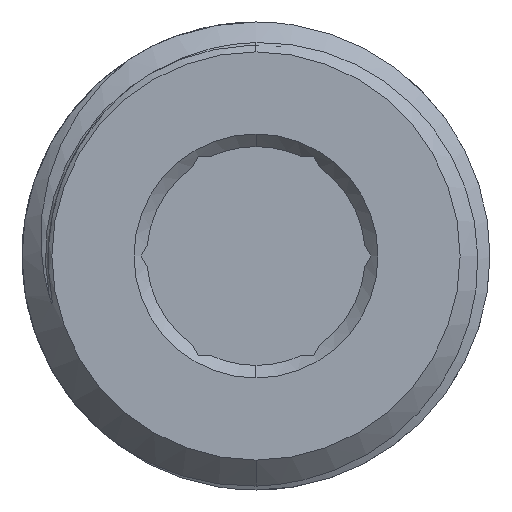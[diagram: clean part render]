
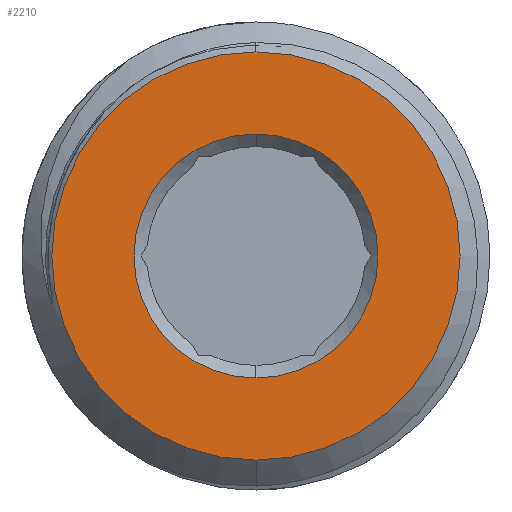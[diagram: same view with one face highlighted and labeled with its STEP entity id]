
A CAD part, left-side view. The second image highlights one B-rep face of the part: STEP entity #2210.
In plain terms, the highlighted planar face has unit normal (-1, 0, 0).
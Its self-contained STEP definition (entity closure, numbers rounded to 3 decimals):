
#343 = ORIENTED_EDGE ( 'NONE', *, *, #1089, .F. ) ;
#353 = AXIS2_PLACEMENT_3D ( 'NONE', #2205, #1300, #1940 ) ;
#525 = CIRCLE ( 'NONE', #353, 2.45 ) ;
#541 = AXIS2_PLACEMENT_3D ( 'NONE', #2740, #3590, #2090 ) ;
#587 = EDGE_LOOP ( 'NONE', ( #3657, #1281 ) ) ;
#679 = VERTEX_POINT ( 'NONE', #900 ) ;
#742 = CARTESIAN_POINT ( 'NONE',  ( 0., 0., -4.1 ) ) ;
#753 = FACE_BOUND ( 'NONE', #587, .T. ) ;
#900 = CARTESIAN_POINT ( 'NONE',  ( 0., 0., -2.45 ) ) ;
#1089 = EDGE_CURVE ( 'NONE', #1659, #2492, #1404, .T. ) ;
#1137 = DIRECTION ( 'NONE',  ( 1., 0., 0. ) ) ;
#1176 = EDGE_CURVE ( 'NONE', #679, #2337, #1358, .T. ) ;
#1277 = ORIENTED_EDGE ( 'NONE', *, *, #3640, .F. ) ;
#1281 = ORIENTED_EDGE ( 'NONE', *, *, #1176, .T. ) ;
#1300 = DIRECTION ( 'NONE',  ( 1., 0., 0. ) ) ;
#1358 = CIRCLE ( 'NONE', #3357, 2.45 ) ;
#1404 = CIRCLE ( 'NONE', #2513, 4.1 ) ;
#1659 = VERTEX_POINT ( 'NONE', #2098 ) ;
#1838 = DIRECTION ( 'NONE',  ( 0., 0., -1. ) ) ;
#1940 = DIRECTION ( 'NONE',  ( 0., 0., -1. ) ) ;
#2090 = DIRECTION ( 'NONE',  ( 0., 0., 1. ) ) ;
#2098 = CARTESIAN_POINT ( 'NONE',  ( 0., 0., 4.1 ) ) ;
#2100 = EDGE_LOOP ( 'NONE', ( #1277, #343 ) ) ;
#2205 = CARTESIAN_POINT ( 'NONE',  ( 0., 0., 0. ) ) ;
#2210 = ADVANCED_FACE ( 'NONE', ( #753, #2983 ), #3626, .T. ) ;
#2214 = AXIS2_PLACEMENT_3D ( 'NONE', #2737, #3363, #3953 ) ;
#2337 = VERTEX_POINT ( 'NONE', #3130 ) ;
#2340 = EDGE_CURVE ( 'NONE', #2337, #679, #525, .T. ) ;
#2424 = CARTESIAN_POINT ( 'NONE',  ( 0., 0., 0. ) ) ;
#2492 = VERTEX_POINT ( 'NONE', #742 ) ;
#2513 = AXIS2_PLACEMENT_3D ( 'NONE', #3615, #1137, #3289 ) ;
#2737 = CARTESIAN_POINT ( 'NONE',  ( 0., 0., 0. ) ) ;
#2740 = CARTESIAN_POINT ( 'NONE',  ( 0., 0., 0. ) ) ;
#2756 = DIRECTION ( 'NONE',  ( 1., 0., 0. ) ) ;
#2983 = FACE_OUTER_BOUND ( 'NONE', #2100, .T. ) ;
#3130 = CARTESIAN_POINT ( 'NONE',  ( 0., 0., 2.45 ) ) ;
#3166 = CIRCLE ( 'NONE', #2214, 4.1 ) ;
#3289 = DIRECTION ( 'NONE',  ( 0., 0., -1. ) ) ;
#3357 = AXIS2_PLACEMENT_3D ( 'NONE', #2424, #2756, #1838 ) ;
#3363 = DIRECTION ( 'NONE',  ( 1., 0., 0. ) ) ;
#3590 = DIRECTION ( 'NONE',  ( -1., 0., 0. ) ) ;
#3615 = CARTESIAN_POINT ( 'NONE',  ( 0., 0., 0. ) ) ;
#3626 = PLANE ( 'NONE',  #541 ) ;
#3640 = EDGE_CURVE ( 'NONE', #2492, #1659, #3166, .T. ) ;
#3657 = ORIENTED_EDGE ( 'NONE', *, *, #2340, .T. ) ;
#3953 = DIRECTION ( 'NONE',  ( 0., 0., -1. ) ) ;
